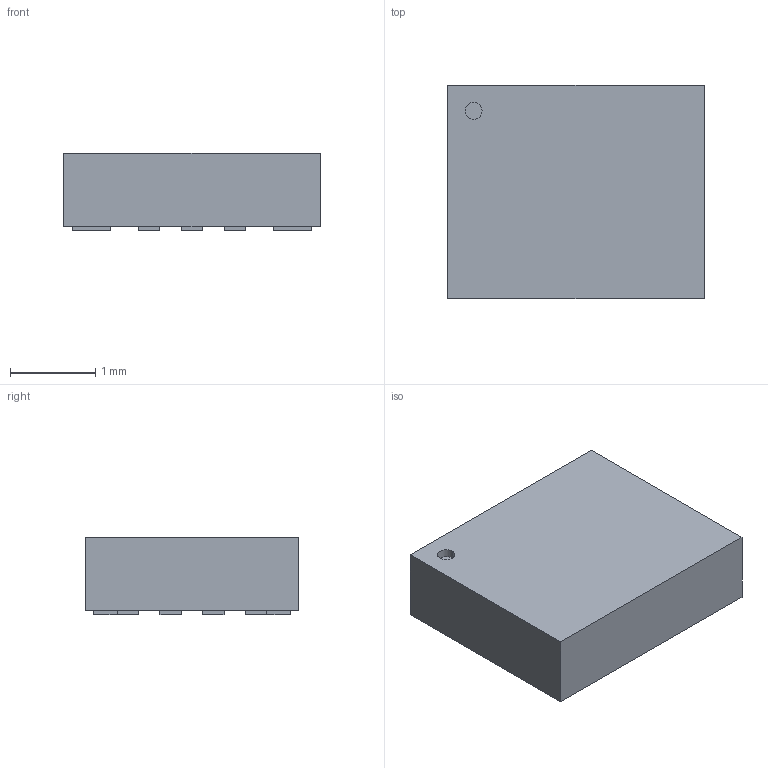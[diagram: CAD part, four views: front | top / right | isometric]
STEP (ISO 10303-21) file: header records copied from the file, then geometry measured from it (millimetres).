
FILE_DESCRIPTION (( 'STEP AP214' ), '1' );
FILE_NAME ('LGA14L_DOT_INDICATOR.STEP', '2015-08-14T17:07:34', ( '' ), ( '' ), 'SwSTEP 2.0', 'SolidWorks 2014', '' );
FILE_SCHEMA (( 'AUTOMOTIVE_DESIGN' ));
Length unit declared in the file: millimetre
Products named in the file (1): LGA14L_DOT_INDICATOR
Bounding box: 3 x 2.5 x 0.91 mm (x, y, z)
Volume: 6.5 mm3; surface area: 25.5 mm2
Topology: 1 solids, 1 shells, 80 faces, 189 edges, 126 vertices
Faces by surface type: plane 78, cylinder 2
Entity records: 2291 total; most frequent: CARTESIAN_POINT 396, ORIENTED_EDGE 378, DIRECTION 355, EDGE_CURVE 189, VECTOR 185, LINE 185, VERTEX_POINT 126, EDGE_LOOP 95
